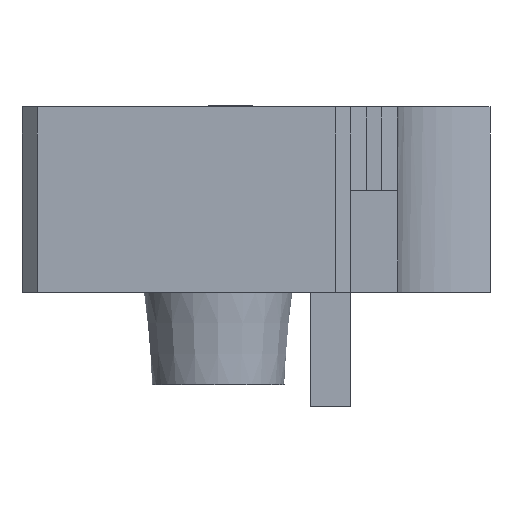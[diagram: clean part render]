
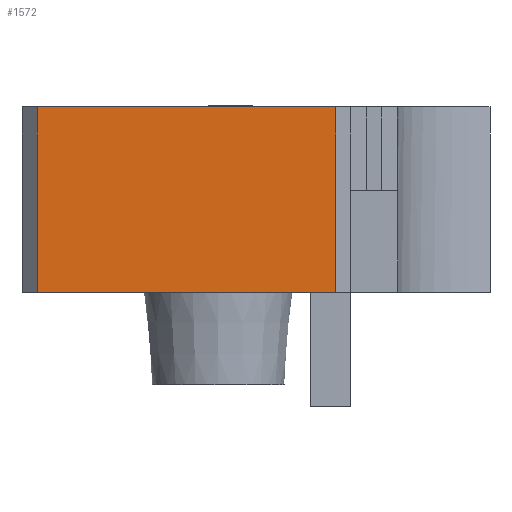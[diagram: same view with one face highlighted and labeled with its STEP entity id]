
A CAD part, left-side view. The second image highlights one B-rep face of the part: STEP entity #1572.
In plain terms, the highlighted planar face has unit normal (-1, 0, 0).
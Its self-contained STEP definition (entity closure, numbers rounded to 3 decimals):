
#147=FACE_OUTER_BOUND('',#236,.T.);
#236=EDGE_LOOP('',(#1252,#1253,#1254,#1255));
#356=LINE('',#2653,#530);
#373=LINE('',#2692,#547);
#374=LINE('',#2694,#548);
#375=LINE('',#2695,#549);
#530=VECTOR('',#1823,10.);
#547=VECTOR('',#1852,10.);
#548=VECTOR('',#1853,10.);
#549=VECTOR('',#1854,10.);
#707=VERTEX_POINT('',#2650);
#708=VERTEX_POINT('',#2652);
#724=VERTEX_POINT('',#2691);
#725=VERTEX_POINT('',#2693);
#894=EDGE_CURVE('',#708,#707,#356,.T.);
#913=EDGE_CURVE('',#724,#707,#373,.T.);
#914=EDGE_CURVE('',#725,#724,#374,.T.);
#915=EDGE_CURVE('',#708,#725,#375,.T.);
#1252=ORIENTED_EDGE('',*,*,#894,.T.);
#1253=ORIENTED_EDGE('',*,*,#913,.F.);
#1254=ORIENTED_EDGE('',*,*,#914,.F.);
#1255=ORIENTED_EDGE('',*,*,#915,.F.);
#1496=PLANE('',#1653);
#1572=ADVANCED_FACE('',(#147),#1496,.F.);
#1653=AXIS2_PLACEMENT_3D('',#2690,#1850,#1851);
#1823=DIRECTION('',(0.,1.,0.));
#1850=DIRECTION('center_axis',(1.,0.,0.));
#1851=DIRECTION('ref_axis',(0.,0.,
-1.));
#1852=DIRECTION('',(0.,0.,1.));
#1853=DIRECTION('',(0.,1.,0.));
#1854=DIRECTION('',(0.,0.,-1.));
#2650=CARTESIAN_POINT('',(12.666,19.766,2.));
#2652=CARTESIAN_POINT('',(12.666,10.116,2.));
#2653=CARTESIAN_POINT('',(12.666,15.191,2.));
#2690=CARTESIAN_POINT('Origin',(12.666,15.191,-2.575));
#2691=CARTESIAN_POINT('',(12.666,19.766,-4.));
#2692=CARTESIAN_POINT('',(12.666,19.766,-1.288));
#2693=CARTESIAN_POINT('',(12.666,10.116,-4.));
#2694=CARTESIAN_POINT('',(12.666,15.191,-4.));
#2695=CARTESIAN_POINT('',(12.666,10.116,-1.288));
